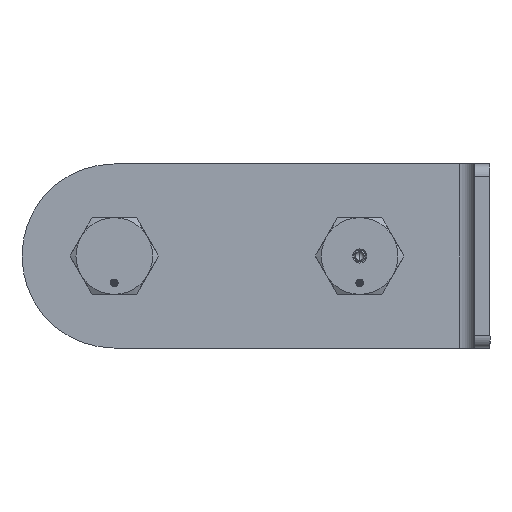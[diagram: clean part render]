
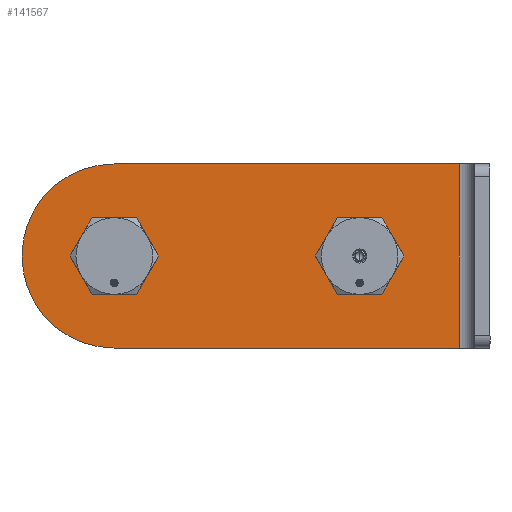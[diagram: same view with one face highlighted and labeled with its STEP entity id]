
A CAD part, left-side view. The second image highlights one B-rep face of the part: STEP entity #141567.
In plain terms, the highlighted planar face has unit normal (-1, 0, 0).
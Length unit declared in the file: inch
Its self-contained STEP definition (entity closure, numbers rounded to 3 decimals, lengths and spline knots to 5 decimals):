
#1821 = CIRCLE ( 'NONE', #227706, 0.45312 ) ;
#3356 = ORIENTED_EDGE ( 'NONE', *, *, #194760, .F. ) ;
#3481 = VERTEX_POINT ( 'NONE', #200943 ) ;
#5175 = VERTEX_POINT ( 'NONE', #238693 ) ;
#5981 = ORIENTED_EDGE ( 'NONE', *, *, #65100, .F. ) ;
#6165 = ORIENTED_EDGE ( 'NONE', *, *, #122451, .T. ) ;
#8391 = EDGE_CURVE ( 'NONE', #5175, #220659, #162971, .T. ) ;
#11004 = AXIS2_PLACEMENT_3D ( 'NONE', #216199, #64285, #157049 ) ;
#12092 = AXIS2_PLACEMENT_3D ( 'NONE', #251914, #90921, #212016 ) ;
#17268 = CIRCLE ( 'NONE', #169490, 0.0625 ) ;
#17639 = DIRECTION ( 'NONE',  ( 1., 0., 0. ) ) ;
#20941 = CARTESIAN_POINT ( 'NONE',  ( -7.819, -5.625, -1.5 ) ) ;
#22224 = DIRECTION ( 'NONE',  ( 0., 1., 0. ) ) ;
#28016 = CARTESIAN_POINT ( 'NONE',  ( -7.819, -4., 0. ) ) ;
#28938 = CARTESIAN_POINT ( 'NONE',  ( -7.819, -5.625, -1.5 ) ) ;
#30582 = ORIENTED_EDGE ( 'NONE', *, *, #173268, .T. ) ;
#30849 = CIRCLE ( 'NONE', #121225, 1.5 ) ;
#31200 = CARTESIAN_POINT ( 'NONE',  ( -7.819, -5.625, 1.5 ) ) ;
#37551 = CARTESIAN_POINT ( 'NONE',  ( -7.819, 0., 0.45313 ) ) ;
#39797 = CARTESIAN_POINT ( 'NONE',  ( -7.819, -0.06154, -0.44893 ) ) ;
#41020 = EDGE_CURVE ( 'NONE', #84003, #216670, #246479, .T. ) ;
#44479 = ORIENTED_EDGE ( 'NONE', *, *, #41020, .F. ) ;
#47125 = DIRECTION ( 'NONE',  ( 1., 0., 0. ) ) ;
#47172 = VERTEX_POINT ( 'NONE', #39797 ) ;
#47350 = VECTOR ( 'NONE', #22224, 39.37008 ) ;
#51074 = FACE_BOUND ( 'NONE', #123430, .T. ) ;
#54935 = FACE_BOUND ( 'NONE', #187935, .T. ) ;
#63390 = LINE ( 'NONE', #20941, #47350 ) ;
#64285 = DIRECTION ( 'NONE',  ( -1., 0., 0. ) ) ;
#65100 = EDGE_CURVE ( 'NONE', #202110, #170350, #117710, .T. ) ;
#66676 = CARTESIAN_POINT ( 'NONE',  ( -7.819, 0.005, 0. ) ) ;
#67775 = DIRECTION ( 'NONE',  ( 0., 0., -1. ) ) ;
#71776 = EDGE_LOOP ( 'NONE', ( #30582, #201646, #235539, #141105 ) ) ;
#77121 = EDGE_CURVE ( 'NONE', #120893, #3481, #30849, .T. ) ;
#84003 = VERTEX_POINT ( 'NONE', #199206 ) ;
#84851 = CARTESIAN_POINT ( 'NONE',  ( -7.819, -3.93846, -0.44893 ) ) ;
#85538 = DIRECTION ( 'NONE',  ( 0., 0., 1. ) ) ;
#85972 = AXIS2_PLACEMENT_3D ( 'NONE', #129658, #208128, #213208 ) ;
#86939 = CARTESIAN_POINT ( 'NONE',  ( -7.819, 0., -0.438 ) ) ;
#90921 = DIRECTION ( 'NONE',  ( -1., 0., 0. ) ) ;
#92194 = FACE_OUTER_BOUND ( 'NONE', #71776, .T. ) ;
#96473 = AXIS2_PLACEMENT_3D ( 'NONE', #86939, #47125, #67775 ) ;
#104395 = CARTESIAN_POINT ( 'NONE',  ( -7.819, 0.06154, -0.44893 ) ) ;
#106468 = DIRECTION ( 'NONE',  ( 0., 0., 1. ) ) ;
#107745 = DIRECTION ( 'NONE',  ( -1., 0., 0. ) ) ;
#115411 = EDGE_CURVE ( 'NONE', #216670, #185930, #1821, .T. ) ;
#117027 = DIRECTION ( 'NONE',  ( 0., 0., -1. ) ) ;
#117710 = CIRCLE ( 'NONE', #11004, 0.45312 ) ;
#119458 = VECTOR ( 'NONE', #85538, 39.37008 ) ;
#120893 = VERTEX_POINT ( 'NONE', #198919 ) ;
#121225 = AXIS2_PLACEMENT_3D ( 'NONE', #66676, #223716, #226190 ) ;
#122451 = EDGE_CURVE ( 'NONE', #84003, #185930, #17268, .T. ) ;
#123184 = CARTESIAN_POINT ( 'NONE',  ( -7.819, -5.625, 1.5 ) ) ;
#123430 = EDGE_LOOP ( 'NONE', ( #3356, #151306, #5981 ) ) ;
#129658 = CARTESIAN_POINT ( 'NONE',  ( -7.819, -4., 0. ) ) ;
#134769 = DIRECTION ( 'NONE',  ( 0., 0., -1. ) ) ;
#135370 = CIRCLE ( 'NONE', #12092, 0.45312 ) ;
#141105 = ORIENTED_EDGE ( 'NONE', *, *, #8391, .T. ) ;
#141567 = ADVANCED_FACE ( 'NONE', ( #54935, #51074, #92194 ), #193979, .F. ) ;
#148161 = ORIENTED_EDGE ( 'NONE', *, *, #115411, .F. ) ;
#151306 = ORIENTED_EDGE ( 'NONE', *, *, #164489, .T. ) ;
#151546 = CARTESIAN_POINT ( 'NONE',  ( -7.819, -5.625, -1.5 ) ) ;
#154466 = CARTESIAN_POINT ( 'NONE',  ( -7.819, -4., -0.438 ) ) ;
#157049 = DIRECTION ( 'NONE',  ( 0., 0., 1. ) ) ;
#162971 = LINE ( 'NONE', #28938, #119458 ) ;
#164489 = EDGE_CURVE ( 'NONE', #47172, #170350, #244459, .T. ) ;
#165752 = CARTESIAN_POINT ( 'NONE',  ( -7.819, -4., 0.45313 ) ) ;
#167672 = AXIS2_PLACEMENT_3D ( 'NONE', #151546, #17639, #134769 ) ;
#169490 = AXIS2_PLACEMENT_3D ( 'NONE', #154466, #231657, #117027 ) ;
#170350 = VERTEX_POINT ( 'NONE', #104395 ) ;
#173268 = EDGE_CURVE ( 'NONE', #220659, #3481, #207484, .T. ) ;
#185930 = VERTEX_POINT ( 'NONE', #84851 ) ;
#187935 = EDGE_LOOP ( 'NONE', ( #44479, #6165, #148161 ) ) ;
#193979 = PLANE ( 'NONE',  #167672 ) ;
#194760 = EDGE_CURVE ( 'NONE', #47172, #202110, #135370, .T. ) ;
#198919 = CARTESIAN_POINT ( 'NONE',  ( -7.819, 0.005, -1.5 ) ) ;
#199206 = CARTESIAN_POINT ( 'NONE',  ( -7.819, -4.06154, -0.44893 ) ) ;
#200943 = CARTESIAN_POINT ( 'NONE',  ( -7.819, 0.005, 1.5 ) ) ;
#201646 = ORIENTED_EDGE ( 'NONE', *, *, #77121, .F. ) ;
#202110 = VERTEX_POINT ( 'NONE', #37551 ) ;
#207484 = LINE ( 'NONE', #31200, #240540 ) ;
#208128 = DIRECTION ( 'NONE',  ( -1., 0., 0. ) ) ;
#210005 = DIRECTION ( 'NONE',  ( 0., 1., 0. ) ) ;
#212016 = DIRECTION ( 'NONE',  ( 0., 0., 1. ) ) ;
#213208 = DIRECTION ( 'NONE',  ( 0., 0., 1. ) ) ;
#216199 = CARTESIAN_POINT ( 'NONE',  ( -7.819, 0., 0. ) ) ;
#216670 = VERTEX_POINT ( 'NONE', #165752 ) ;
#220659 = VERTEX_POINT ( 'NONE', #123184 ) ;
#223716 = DIRECTION ( 'NONE',  ( 1., 0., 0. ) ) ;
#226190 = DIRECTION ( 'NONE',  ( 0., 0., 1. ) ) ;
#227706 = AXIS2_PLACEMENT_3D ( 'NONE', #28016, #107745, #106468 ) ;
#231657 = DIRECTION ( 'NONE',  ( 1., 0., 0. ) ) ;
#235539 = ORIENTED_EDGE ( 'NONE', *, *, #239993, .F. ) ;
#238693 = CARTESIAN_POINT ( 'NONE',  ( -7.819, -5.625, -1.5 ) ) ;
#239993 = EDGE_CURVE ( 'NONE', #5175, #120893, #63390, .T. ) ;
#240540 = VECTOR ( 'NONE', #210005, 39.37008 ) ;
#244459 = CIRCLE ( 'NONE', #96473, 0.0625 ) ;
#246479 = CIRCLE ( 'NONE', #85972, 0.45312 ) ;
#251914 = CARTESIAN_POINT ( 'NONE',  ( -7.819, 0., 0. ) ) ;
